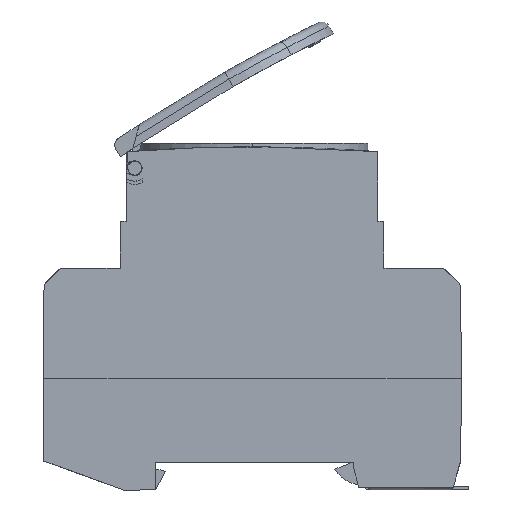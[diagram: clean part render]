
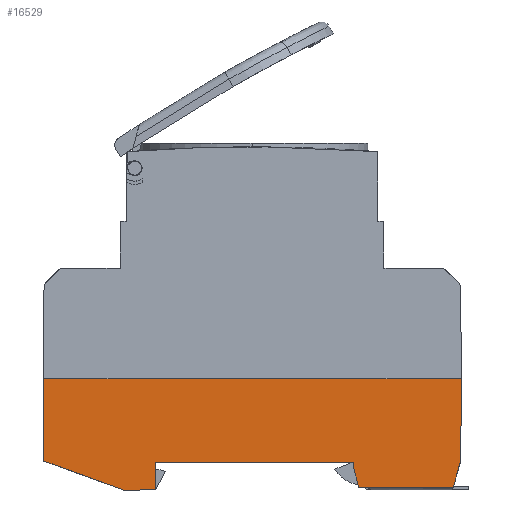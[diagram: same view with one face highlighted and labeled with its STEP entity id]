
A CAD part, left-side view. The second image highlights one B-rep face of the part: STEP entity #16529.
In plain terms, the highlighted planar face has unit normal (-1, 0, -0.009).
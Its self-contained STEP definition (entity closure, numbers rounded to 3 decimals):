
#94 = EDGE_LOOP ( 'NONE', ( #45761, #45760, #45764, #45777, #45748, #45736, #45784, #45844, #45769, #45781, #45771, #45767, #45746 ) ) ;
#14518 = EDGE_CURVE ( 'NONE', #30798, #30808, #17365, .T. ) ;
#15761 = EDGE_CURVE ( 'NONE', #30881, #30873, #32244, .T. ) ;
#15804 = EDGE_CURVE ( 'NONE', #30929, #30904, #19264, .T. ) ;
#15811 = EDGE_CURVE ( 'NONE', #30900, #30924, #19278, .T. ) ;
#15855 = EDGE_CURVE ( 'NONE', #30991, #30798, #19631, .T. ) ;
#15865 = EDGE_CURVE ( 'NONE', #30924, #30885, #19690, .T. ) ;
#15867 = EDGE_CURVE ( 'NONE', #30885, #30881, #19719, .T. ) ;
#15869 = EDGE_CURVE ( 'NONE', #30956, #30929, #32332, .T. ) ;
#15873 = EDGE_CURVE ( 'NONE', #30808, #30900, #19704, .T. ) ;
#15878 = EDGE_CURVE ( 'NONE', #30904, #30991, #19750, .T. ) ;
#15909 = EDGE_CURVE ( 'NONE', #30873, #31026, #32338, .T. ) ;
#15911 = EDGE_CURVE ( 'NONE', #30999, #30956, #32522, .T. ) ;
#16005 = EDGE_CURVE ( 'NONE', #31026, #30999, #32539, .T. ) ;
#16529 = ADVANCED_FACE ( 'NONE', ( #28818 ), #28822, .F. ) ;
#17365 = LINE ( 'NONE', #17369, #57854 ) ;
#17369 = CARTESIAN_POINT ( 'NONE',  ( -22.355, -18.5, -41.55 ) ) ;
#17370 = DIRECTION ( 'NONE',  ( -0.009, 0., 1. ) ) ;
#18246 = VECTOR ( 'NONE', #19284, 1000. ) ;
#18274 = VECTOR ( 'NONE', #19335, 1000. ) ;
#18388 = VECTOR ( 'NONE', #19796, 1000. ) ;
#18401 = VECTOR ( 'NONE', #19728, 1000. ) ;
#18419 = VECTOR ( 'NONE', #19709, 1000. ) ;
#18421 = VECTOR ( 'NONE', #19620, 1000. ) ;
#18427 = VECTOR ( 'NONE', #19705, 1000. ) ;
#18809 = CARTESIAN_POINT ( 'NONE',  ( -22.498, -38.045, -25.2 ) ) ;
#18919 = CARTESIAN_POINT ( 'NONE',  ( -22.454, 37.912, -30.179 ) ) ;
#18926 = CARTESIAN_POINT ( 'NONE',  ( -22.367, 37.825, -40.136 ) ) ;
#18956 = CARTESIAN_POINT ( 'NONE',  ( -22.411, 37.868, -35.157 ) ) ;
#18957 = CARTESIAN_POINT ( 'NONE',  ( -22.498, 37.955, -25.2 ) ) ;
#19264 = LINE ( 'NONE', #19272, #18246 ) ;
#19272 = CARTESIAN_POINT ( 'NONE',  ( -22.368, -37.915, -40.055 ) ) ;
#19278 = LINE ( 'NONE', #19343, #18274 ) ;
#19284 = DIRECTION ( 'NONE',  ( 0.008, 0.267, -0.964 ) ) ;
#19335 = DIRECTION ( 'NONE',  ( 0.009, 0., -1. ) ) ;
#19343 = CARTESIAN_POINT ( 'NONE',  ( -22.301, 17.5, -47.702 ) ) ;
#19584 = CARTESIAN_POINT ( 'NONE',  ( -22.498, -38.045, -25.2 ) ) ;
#19596 = CARTESIAN_POINT ( 'NONE',  ( -22.326, -19.398, -44.9 ) ) ;
#19602 = CARTESIAN_POINT ( 'NONE',  ( -22.454, -38.002, -30.152 ) ) ;
#19620 = DIRECTION ( 'NONE',  ( -0.008, 0.259, 0.966 ) ) ;
#19631 = LINE ( 'NONE', #19596, #18421 ) ;
#19690 = LINE ( 'NONE', #19729, #18427 ) ;
#19697 = CARTESIAN_POINT ( 'NONE',  ( -22.368, -37.915, -40.055 ) ) ;
#19704 = LINE ( 'NONE', #19715, #18419 ) ;
#19705 = DIRECTION ( 'NONE',  ( 0., 1., 0. ) ) ;
#19707 = CARTESIAN_POINT ( 'NONE',  ( -22.411, -37.959, -35.103 ) ) ;
#19709 = DIRECTION ( 'NONE',  ( 0., 1., 0. ) ) ;
#19715 = CARTESIAN_POINT ( 'NONE',  ( -22.365, 65.75, -40.35 ) ) ;
#19717 = CARTESIAN_POINT ( 'NONE',  ( -22.321, 23.363, -45.4 ) ) ;
#19719 = LINE ( 'NONE', #19717, #18401 ) ;
#19728 = DIRECTION ( 'NONE',  ( -0.003, 0.94, 0.342 ) ) ;
#19729 = CARTESIAN_POINT ( 'NONE',  ( -22.321, 65.75, -45.4 ) ) ;
#19750 = LINE ( 'NONE', #19782, #18388 ) ;
#19782 = CARTESIAN_POINT ( 'NONE',  ( -22.326, 65.75, -44.9 ) ) ;
#19796 = DIRECTION ( 'NONE',  ( 0., 1., 0. ) ) ;
#19978 = CARTESIAN_POINT ( 'NONE',  ( -22.498, 33.295, -25.2 ) ) ;
#19980 = CARTESIAN_POINT ( 'NONE',  ( -22.498, 23.975, -25.2 ) ) ;
#19982 = CARTESIAN_POINT ( 'NONE',  ( -22.498, -23.975, -25.2 ) ) ;
#19989 = CARTESIAN_POINT ( 'NONE',  ( -22.498, 28.635, -25.2 ) ) ;
#19997 = CARTESIAN_POINT ( 'NONE',  ( -22.498, 37.955, -25.2 ) ) ;
#20011 = CARTESIAN_POINT ( 'NONE',  ( -22.498, -28.665, -25.2 ) ) ;
#20018 = CARTESIAN_POINT ( 'NONE',  ( -22.498, -33.355, -25.2 ) ) ;
#20737 = CARTESIAN_POINT ( 'NONE',  ( -22.498, -23.975, -25.2 ) ) ;
#20756 = CARTESIAN_POINT ( 'NONE',  ( -22.498, 7.992, -25.2 ) ) ;
#20771 = CARTESIAN_POINT ( 'NONE',  ( -22.498, -7.992, -25.2 ) ) ;
#20779 = CARTESIAN_POINT ( 'NONE',  ( -22.498, 23.975, -25.2 ) ) ;
#28775 = CARTESIAN_POINT ( 'NONE',  ( -22.301, 65.75, -47.702 ) ) ;
#28785 = DIRECTION ( 'NONE',  ( 0.009, 0., -1. ) ) ;
#28818 = FACE_OUTER_BOUND ( 'NONE', #94, .T. ) ;
#28822 = PLANE ( 'NONE',  #29582 ) ;
#28824 = DIRECTION ( 'NONE',  ( 1., 0., 0.009 ) ) ;
#29582 = AXIS2_PLACEMENT_3D ( 'NONE', #28775, #28824, #28785 ) ;
#30798 = VERTEX_POINT ( 'NONE', #59049 ) ;
#30808 = VERTEX_POINT ( 'NONE', #59082 ) ;
#30873 = VERTEX_POINT ( 'NONE', #59107 ) ;
#30881 = VERTEX_POINT ( 'NONE', #59115 ) ;
#30885 = VERTEX_POINT ( 'NONE', #59105 ) ;
#30900 = VERTEX_POINT ( 'NONE', #59110 ) ;
#30904 = VERTEX_POINT ( 'NONE', #59120 ) ;
#30924 = VERTEX_POINT ( 'NONE', #59177 ) ;
#30929 = VERTEX_POINT ( 'NONE', #59178 ) ;
#30956 = VERTEX_POINT ( 'NONE', #59164 ) ;
#30991 = VERTEX_POINT ( 'NONE', #59238 ) ;
#30999 = VERTEX_POINT ( 'NONE', #59256 ) ;
#31026 = VERTEX_POINT ( 'NONE', #59273 ) ;
#32244 = B_SPLINE_CURVE_WITH_KNOTS ( 'NONE', 3,
 ( #18926, #18956, #18919, #18957 ),
 .UNSPECIFIED., .F., .F.,
 ( 4, 4 ),
 ( 0., 1. ),
 .UNSPECIFIED. ) ;
#32332 = B_SPLINE_CURVE_WITH_KNOTS ( 'NONE', 3,
 ( #19584, #19602, #19707, #19697 ),
 .UNSPECIFIED., .F., .F.,
 ( 4, 4 ),
 ( 0., 1. ),
 .UNSPECIFIED. ) ;
#32338 = B_SPLINE_CURVE_WITH_KNOTS ( 'NONE', 3,
 ( #19997, #19978, #19989, #19980 ),
 .UNSPECIFIED., .F., .F.,
 ( 4, 4 ),
 ( 0., 1. ),
 .UNSPECIFIED. ) ;
#32522 = B_SPLINE_CURVE_WITH_KNOTS ( 'NONE', 3,
 ( #19982, #20011, #20018, #18809 ),
 .UNSPECIFIED., .F., .F.,
 ( 4, 4 ),
 ( 0., 1. ),
 .UNSPECIFIED. ) ;
#32539 = B_SPLINE_CURVE_WITH_KNOTS ( 'NONE', 3,
 ( #20779, #20756, #20771, #20737 ),
 .UNSPECIFIED., .F., .F.,
 ( 4, 4 ),
 ( 0., 1. ),
 .UNSPECIFIED. ) ;
#45736 = ORIENTED_EDGE ( 'NONE', *, *, #15865, .F. ) ;
#45746 = ORIENTED_EDGE ( 'NONE', *, *, #15869, .F. ) ;
#45748 = ORIENTED_EDGE ( 'NONE', *, *, #15867, .F. ) ;
#45760 = ORIENTED_EDGE ( 'NONE', *, *, #16005, .F. ) ;
#45761 = ORIENTED_EDGE ( 'NONE', *, *, #15911, .F. ) ;
#45764 = ORIENTED_EDGE ( 'NONE', *, *, #15909, .F. ) ;
#45767 = ORIENTED_EDGE ( 'NONE', *, *, #15804, .F. ) ;
#45769 = ORIENTED_EDGE ( 'NONE', *, *, #14518, .F. ) ;
#45771 = ORIENTED_EDGE ( 'NONE', *, *, #15878, .F. ) ;
#45777 = ORIENTED_EDGE ( 'NONE', *, *, #15761, .F. ) ;
#45781 = ORIENTED_EDGE ( 'NONE', *, *, #15855, .F. ) ;
#45784 = ORIENTED_EDGE ( 'NONE', *, *, #15811, .F. ) ;
#45844 = ORIENTED_EDGE ( 'NONE', *, *, #15873, .F. ) ;
#57854 = VECTOR ( 'NONE', #17370, 1000. ) ;
#59049 = CARTESIAN_POINT ( 'NONE',  ( -22.355, -18.5, -41.55 ) ) ;
#59082 = CARTESIAN_POINT ( 'NONE',  ( -22.365, -18.5, -40.35 ) ) ;
#59105 = CARTESIAN_POINT ( 'NONE',  ( -22.321, 23.363, -45.4 ) ) ;
#59107 = CARTESIAN_POINT ( 'NONE',  ( -22.498, 37.955, -25.2 ) ) ;
#59110 = CARTESIAN_POINT ( 'NONE',  ( -22.365, 17.5, -40.35 ) ) ;
#59115 = CARTESIAN_POINT ( 'NONE',  ( -22.367, 37.825, -40.136 ) ) ;
#59120 = CARTESIAN_POINT ( 'NONE',  ( -22.326, -36.572, -44.9 ) ) ;
#59164 = CARTESIAN_POINT ( 'NONE',  ( -22.498, -38.045, -25.2 ) ) ;
#59177 = CARTESIAN_POINT ( 'NONE',  ( -22.321, 17.5, -45.4 ) ) ;
#59178 = CARTESIAN_POINT ( 'NONE',  ( -22.368, -37.915, -40.055 ) ) ;
#59238 = CARTESIAN_POINT ( 'NONE',  ( -22.326, -19.398, -44.9 ) ) ;
#59256 = CARTESIAN_POINT ( 'NONE',  ( -22.498, -23.975, -25.2 ) ) ;
#59273 = CARTESIAN_POINT ( 'NONE',  ( -22.498, 23.975, -25.2 ) ) ;
